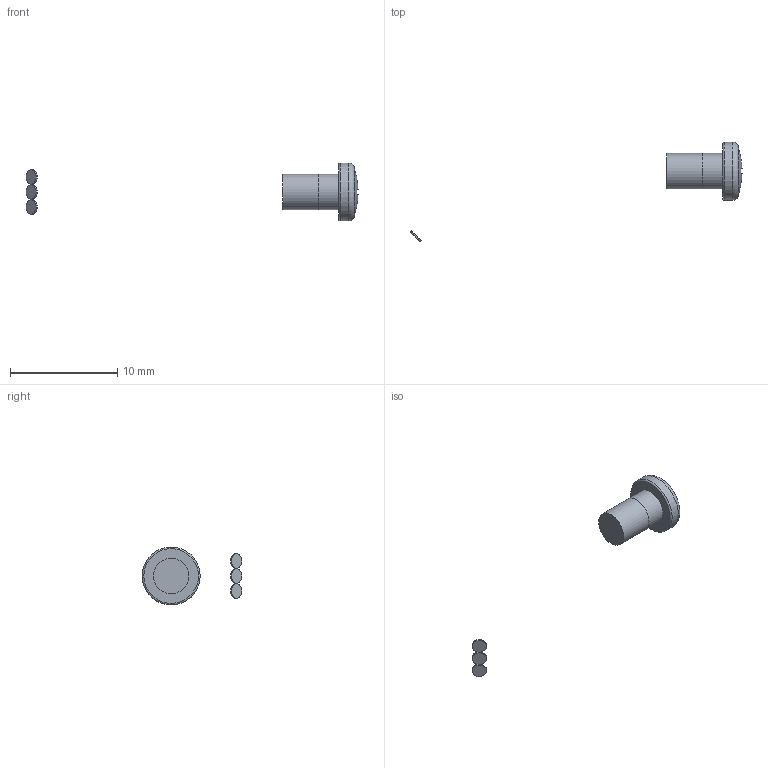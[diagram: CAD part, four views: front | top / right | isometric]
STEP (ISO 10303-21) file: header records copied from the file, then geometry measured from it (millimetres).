
FILE_DESCRIPTION(('FreeCAD Model'),'2;1');
FILE_NAME('Servo.step', '2014-12-08T16:14:32',('FreeCAD'),('FreeCAD'), 'Open CASCADE STEP processor 6.7','FreeCAD','Unknown');
FILE_SCHEMA(('AUTOMOTIVE_DESIGN_CC2 { 1 2 10303 214 -1 1 5 4 }'));
Length unit declared in the file: millimetre
Products named in the file (1): Servo
Bounding box: 30.93 x 9.28 x 5.4 mm (x, y, z)
Volume: 78.5 mm3; surface area: 137.9 mm2
Topology: 4 solids, 4 shells, 30 faces, 60 edges, 39 vertices
Faces by surface type: plane 21, cylinder 6, torus 2, sphere 1
Full cylindrical faces by diameter (mm): 1.333 x3, 3.3 x2, 5.4 x1
Entity records: 1895 total; most frequent: CARTESIAN_POINT 653, DIRECTION 217, ORIENTED_EDGE 120, PCURVE 120, DEFINITIONAL_REPRESENTATION 120, LINE 93, VECTOR 93, EDGE_CURVE 60
